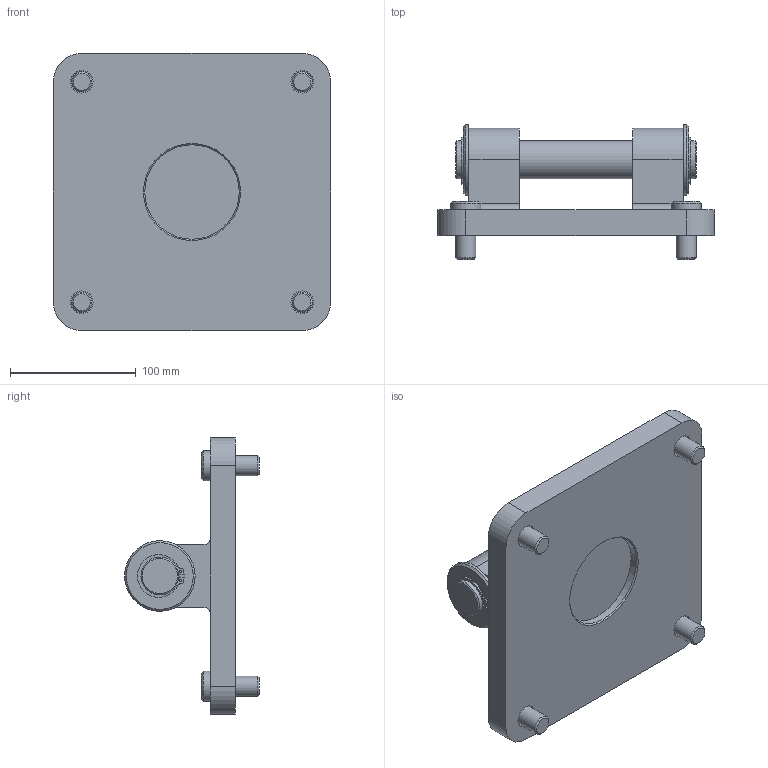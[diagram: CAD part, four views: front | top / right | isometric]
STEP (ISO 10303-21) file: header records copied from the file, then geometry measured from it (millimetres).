
FILE_DESCRIPTION(/* description */ ('STEP AP214'),/* implementation_level */ '2;1');
FILE_NAME(/* name */ '562455_SNGB-200-B',/* time_stamp */ '2024-09-11T12:55:09+02:00',/* author */ ('License CC BY-ND 4.0'),/* organization */ ('CADENAS'),/* preprocessor_version */ 'ST-DEVELOPER v19.3',/* originating_system */ 'PARTsolutions',/* authorisation */ ' ');
FILE_SCHEMA (('AUTOMOTIVE_DESIGN {1 0 10303 214 3 1 1}'));
Length unit declared in the file: millimetre
Products named in the file (6): 562455 SNGB-200-B---(asm); 562455 SNGB-200-B---(FL); 369498 BZ-30-179,0-AA (191); DIN471 - 30x1.5; DIN-125B-1 -31(F); DIN-912 - M16x30(F)
Assembly tree (10 placements, depth 2):
  562455 SNGB-200-B---(asm)
    562455 SNGB-200-B---(FL)
    369498 BZ-30-179,0-AA (191)
    DIN471 - 30x1.5  x2
    DIN-125B-1 -31(F)  x2
    DIN-912 - M16x30(F)  x4
Bounding box: 220 x 107 x 220 mm (x, y, z)
Volume: 1271771.9 mm3; surface area: 188819.5 mm2
Topology: 10 solids, 10 shells, 218 faces, 446 edges, 267 vertices
Faces by surface type: plane 105, cylinder 62, cone 51
Full cylindrical faces by diameter (mm): 2 x4, 16 x4, 18 x4, 24 x4, 26 x4, 28.6 x2, 30 x5, 31 x2, 34 x4, 56 x2, 75 x1
Entity records: 3047 total; most frequent: DIRECTION 546, CARTESIAN_POINT 497, ORIENTED_EDGE 388, AXIS2_PLACEMENT_3D 234, EDGE_CURVE 194, FACE_BOUND 185, EDGE_LOOP 184, VERTEX_POINT 145
